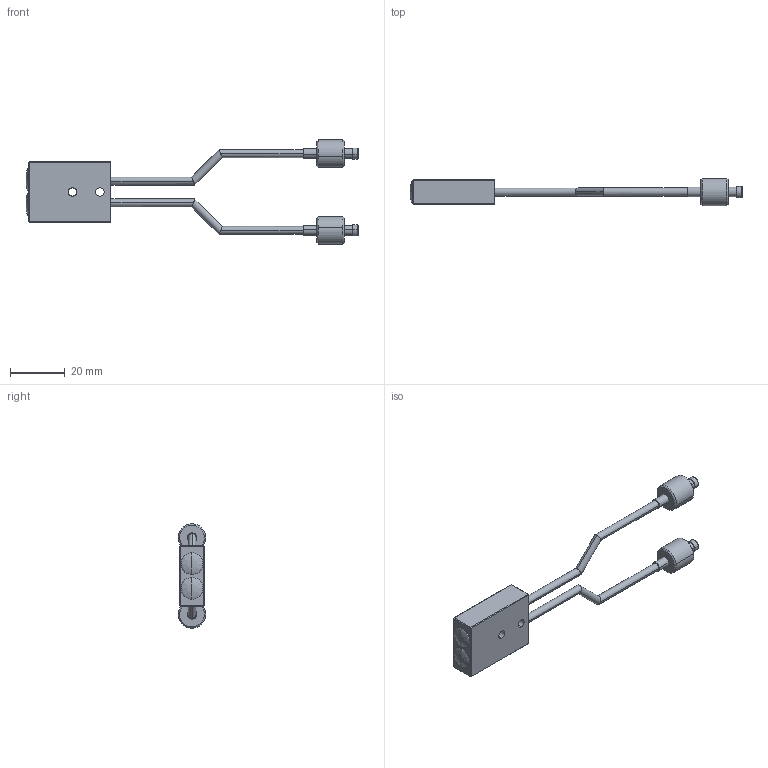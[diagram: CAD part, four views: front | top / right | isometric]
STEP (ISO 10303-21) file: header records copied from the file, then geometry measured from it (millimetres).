
FILE_DESCRIPTION (( 'STEP AP214' ), '1' );
FILE_NAME ('GPF-VD25-ST350-3.0.STEP', '2017-11-17T08:55:31', ( 'TWLEE' ), ( '' ), 'SwSTEP 2.0', 'SolidWorks 2015', '' );
FILE_SCHEMA (( 'AUTOMOTIVE_DESIGN' ));
Length unit declared in the file: millimetre
Products named in the file (5): GPF-VD25-ST350-3.0_LENS; GPF-VD25-ST350-3.0_HEAD; GPF-VD25-ST350-3.0_FIBER; GPF-VD25-ST350-3.0_HEAD2; GPF-VD25-ST350-3.0
Assembly tree (7 placements, depth 2):
  GPF-VD25-ST350-3.0
    GPF-VD25-ST350-3.0_HEAD2
    GPF-VD25-ST350-3.0_FIBER  x2
    GPF-VD25-ST350-3.0_HEAD  x2
    GPF-VD25-ST350-3.0_LENS  x2
Bounding box: 120.95 x 9.99 x 37.99 mm (x, y, z)
Volume: 8603.2 mm3; surface area: 5109.5 mm2
Topology: 7 solids, 7 shells, 106 faces, 212 edges, 126 vertices
Faces by surface type: plane 46, cylinder 44, cone 12, bspline 4
Entity records: 2070 total; most frequent: CARTESIAN_POINT 364, DIRECTION 338, ORIENTED_EDGE 280, EDGE_CURVE 140, AXIS2_PLACEMENT_3D 129, VERTEX_POINT 83, EDGE_LOOP 81, LINE 80
